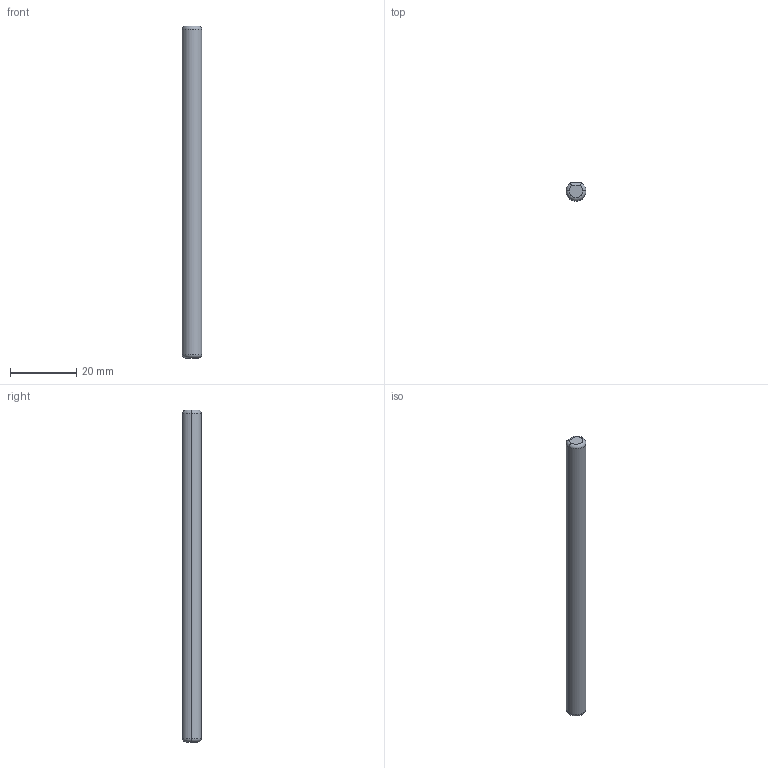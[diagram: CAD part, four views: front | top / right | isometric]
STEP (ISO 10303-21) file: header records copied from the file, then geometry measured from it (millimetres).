
FILE_DESCRIPTION (( 'STEP AP214' ), '1' );
FILE_NAME ('44708_TXM-6mm x 100mm Axle.STEP', '2018-05-16T20:56:40', ( '' ), ( '' ), 'SwSTEP 2.0', 'SolidWorks 2016', '' );
FILE_SCHEMA (( 'AUTOMOTIVE_DESIGN' ));
Length unit declared in the file: millimetre
Products named in the file (1): 44708_TXM-6mm x 100mm Axle
Bounding box: 6 x 5.5 x 100 mm (x, y, z)
Volume: 2707.5 mm3; surface area: 1902.6 mm2
Topology: 1 solids, 1 shells, 14 faces, 28 edges, 16 vertices
Faces by surface type: torus 6, cylinder 5, plane 3
Entity records: 426 total; most frequent: CARTESIAN_POINT 95, DIRECTION 70, ORIENTED_EDGE 56, AXIS2_PLACEMENT_3D 31, EDGE_CURVE 28, VERTEX_POINT 16, CIRCLE 16, FACE_OUTER_BOUND 14
